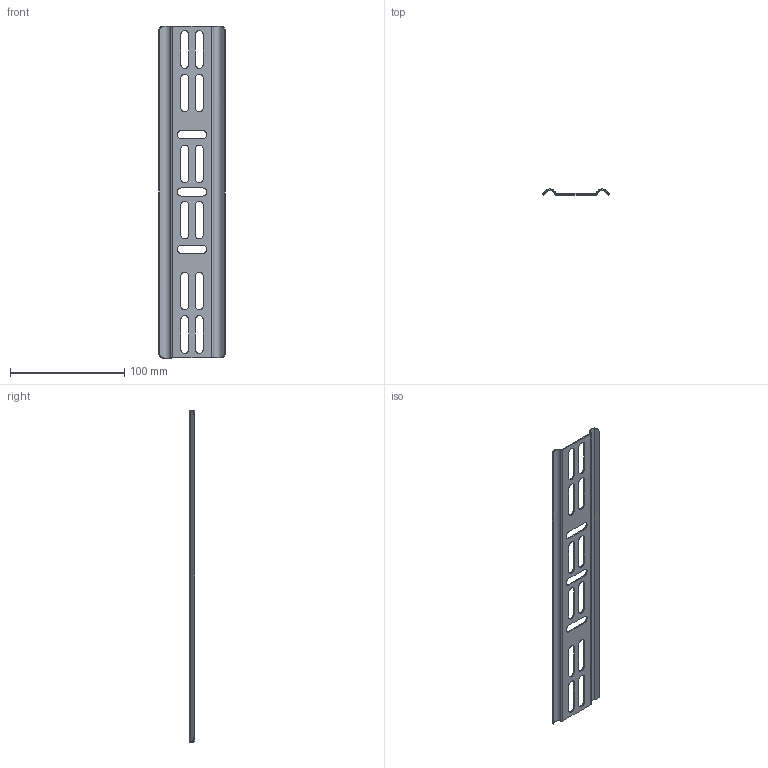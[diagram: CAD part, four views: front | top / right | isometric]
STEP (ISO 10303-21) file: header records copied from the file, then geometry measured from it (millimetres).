
FILE_DESCRIPTION(/* description */ (''),/* implementation_level */ '2;1');
FILE_NAME(/* name */ 'BZK300.stp',/* time_stamp */ '2020-11-17T08:20:35+01:00',/* author */ ('stanislaw.luczak'),/* organization */ (''),/* preprocessor_version */ 'ST-DEVELOPER v18.1',/* originating_system */ 'Autodesk Inventor 2021',/* authorisation */ '');
FILE_SCHEMA (('AUTOMOTIVE_DESIGN { 1 0 10303 214 3 1 1 }'));
Length unit declared in the file: millimetre
Products named in the file (1): BZK300
Bounding box: 58.37 x 4.99 x 290 mm (x, y, z)
Volume: 15400.4 mm3; surface area: 32568.2 mm2
Topology: 1 solids, 1 shells, 94 faces, 252 edges, 160 vertices
Faces by surface type: plane 48, cylinder 42, bspline 4
Entity records: 3085 total; most frequent: CARTESIAN_POINT 591, DIRECTION 510, ORIENTED_EDGE 504, EDGE_CURVE 252, AXIS2_PLACEMENT_3D 175, LINE 160, VECTOR 160, VERTEX_POINT 160
